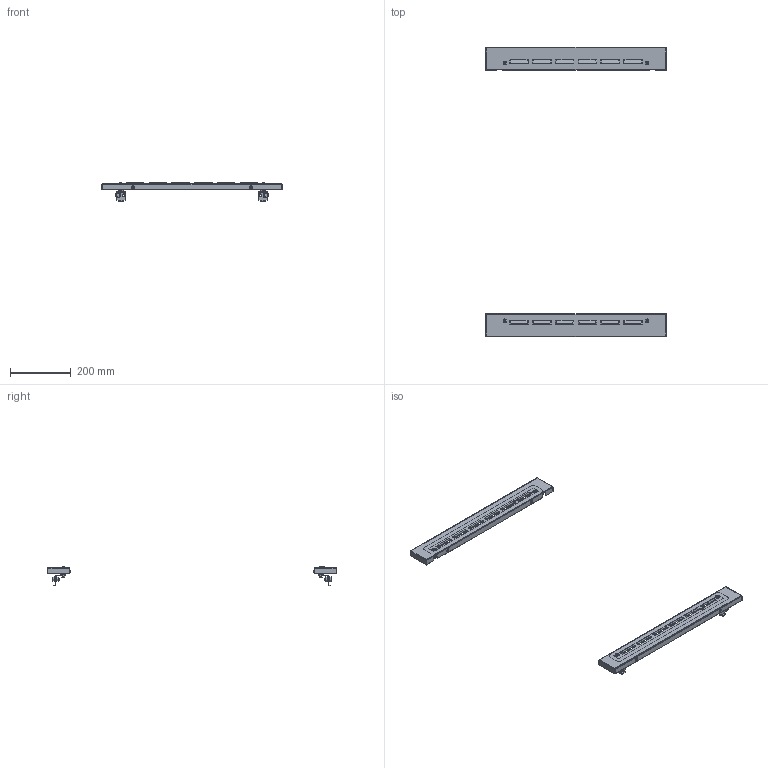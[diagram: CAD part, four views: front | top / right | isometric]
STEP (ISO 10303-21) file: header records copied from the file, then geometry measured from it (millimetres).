
FILE_DESCRIPTION (( 'STEP AP203' ), '1' );
FILE_NAME ('R5CPFA6100.00.step', '2013-11-11T07:55:02', ( 'User' ), ( 'DKC' ), 'SwSTEP 2.0', 'SolidWorks 2012', '' );
FILE_SCHEMA (( 'CONFIG_CONTROL_DESIGN' ));
Length unit declared in the file: millimetre
Products named in the file (15): R5CPFA6100.00; QE02T189G; QE02C189_Piegato; QE02T181G; AC00C061_AC00C061; A5100043_A5100043; QE02C181_Piegato; A3300003_A3300003; A0400005_A0400005; A1100001_A1100001; A0200018; AC00C172_AC00C172; AC00C548; AC00C112; Guarnizione CPFE_Guarnizione CPFE 600x100
Assembly tree (42 placements, depth 3):
  R5CPFA6100.00
    QE02T181G
      QE02C181_Piegato
      A5100043_A5100043
      AC00C061_AC00C061
    Guarnizione CPFE_Guarnizione CPFE 600x100  x2
    AC00C112  x8
    AC00C548  x4
    AC00C172_AC00C172  x4
    A0200018  x4
    A1100001_A1100001  x4
    A0400005_A0400005  x4
    A3300003_A3300003  x4
    QE02T189G
      QE02C189_Piegato
      A5100043_A5100043
      AC00C061_AC00C061
Bounding box: 594 x 956 x 63.38 mm (x, y, z)
Volume: 415491.7 mm3; surface area: 400467.1 mm2
Topology: 44 solids, 44 shells, 1896 faces, 4642 edges, 2860 vertices
Faces by surface type: plane 1074, cylinder 378, cone 332, torus 80, bspline 24, sphere 8
Entity records: 24917 total; most frequent: CARTESIAN_POINT 4983, DIRECTION 3710, ORIENTED_EDGE 3628, EDGE_CURVE 1814, AXIS2_PLACEMENT_3D 1275, LINE 1160, VECTOR 1160, VERTEX_POINT 1098
